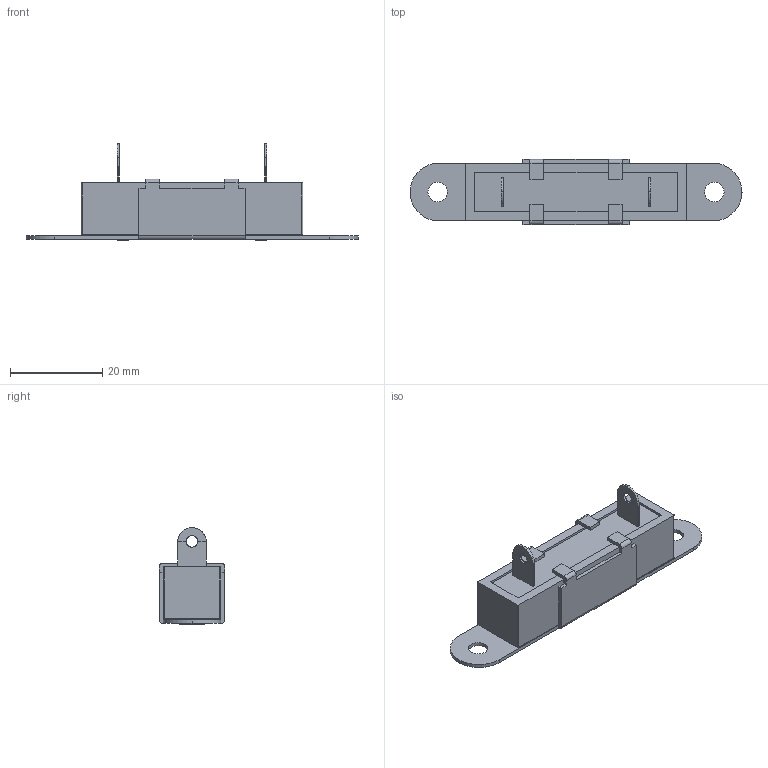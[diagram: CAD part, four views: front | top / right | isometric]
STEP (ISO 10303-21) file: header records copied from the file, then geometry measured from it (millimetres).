
FILE_DESCRIPTION (( 'STEP AP203' ), '1' );
FILE_NAME ('WPRT15SR.STEP', '2015-10-19T11:33:35', ( '' ), ( '' ), 'SwSTEP 2.0', 'SolidWorks 2015', '' );
FILE_SCHEMA (( 'CONFIG_CONTROL_DESIGN' ));
Length unit declared in the file: millimetre
Products named in the file (1): WPRT15SR
Bounding box: 72 x 14.1 x 21 mm (x, y, z)
Surface area: 5400.5 mm2 (no closed solid volume)
Topology: 0 solids, 6 shells, 117 faces, 326 edges, 216 vertices
Faces by surface type: plane 85, cylinder 30, bspline 2
Entity records: 4060 total; most frequent: CARTESIAN_POINT 1032, ORIENTED_EDGE 600, DIRECTION 572, EDGE_CURVE 324, VECTOR 252, LINE 252, VERTEX_POINT 216, AXIS2_PLACEMENT_3D 160
